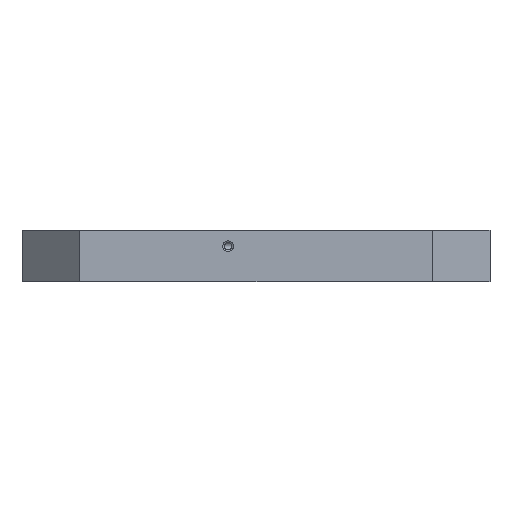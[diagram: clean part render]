
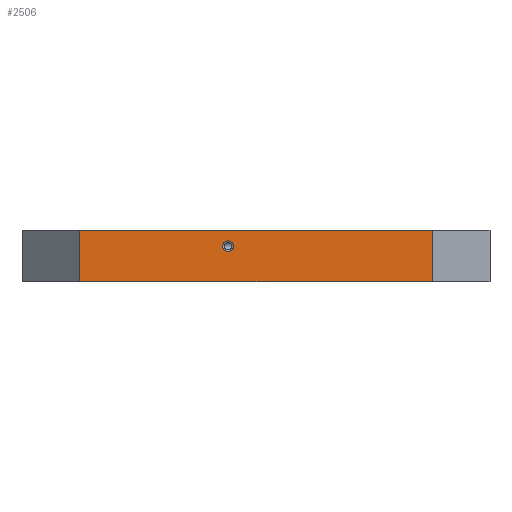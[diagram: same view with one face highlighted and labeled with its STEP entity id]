
A CAD part, left-side view. The second image highlights one B-rep face of the part: STEP entity #2506.
In plain terms, the highlighted planar face has unit normal (-1, 0, 0).
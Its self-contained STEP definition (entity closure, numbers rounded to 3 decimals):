
#1419=CARTESIAN_POINT('POINT105',(-251.,30.,
   32.275));
#1420=VERTEX_POINT('VERTEX105',#1419);
#1427=CARTESIAN_POINT('POINT106',(-251.,30.,
   43.725));
#1428=VERTEX_POINT('VERTEX106',#1427);
#1429=CARTESIAN_POINT('POS158',(-251.,30.,38.));
#1430=DIRECTION('DIR230',(1.,0.,0.));
#1431=DIRECTION('DIR231',(0.,0.,-1.));
#1432=AXIS2_PLACEMENT_3D('AXIS73',#1429,#1430,#1431);
#1433=CIRCLE('ELLIPSE40',#1432,5.725);
#1434=EDGE_CURVE('EDGE153',#1428,#1420,#1433,.T.);
#1454=EDGE_CURVE('EDGE155',#1420,#1428,#1433,.T.);
#1819=CARTESIAN_POINT('POINT124',(-251.,189.,55.));
#1820=VERTEX_POINT('VERTEX124',#1819);
#1827=CARTESIAN_POINT('POINT125',(-251.,-189.,55.));
#1828=VERTEX_POINT('VERTEX125',#1827);
#1829=CARTESIAN_POINT('POS202',(-251.,189.,55.));
#1830=DIRECTION('DIR289',(0.,-1.,0.));
#1831=VECTOR('VEC115',#1830,1.);
#1832=LINE('STRAIGHT115',#1829,#1831);
#1833=EDGE_CURVE('EDGE189',#1820,#1828,#1832,.T.);
#2455=CARTESIAN_POINT('POINT181',(-251.,189.,0.));
#2456=VERTEX_POINT('VERTEX181',#2455);
#2463=CARTESIAN_POINT('POS252',(-251.,189.,55.));
#2464=DIRECTION('DIR377',(0.,0.,-1.));
#2465=VECTOR('VEC127',#2464,1.);
#2466=LINE('STRAIGHT127',#2463,#2465);
#2467=EDGE_CURVE('EDGE253',#1820,#2456,#2466,.T.);
#2479=ORIENTED_EDGE('COEDGE433',*,*,#1454,.T.);
#2480=ORIENTED_EDGE('COEDGE434',*,*,#1434,.T.);
#2481=EDGE_LOOP('NONE',(#2479,#2480));
#2482=FACE_BOUND('LOOP1',#2481,.T.);
#2483=CARTESIAN_POINT('POINT182',(-251.,-189.,0.));
#2484=VERTEX_POINT('VERTEX182',#2483);
#2485=CARTESIAN_POINT('POS254',(-251.,0.,0.));
#2486=DIRECTION('DIR380',(0.,-1.,0.));
#2487=VECTOR('VEC128',#2486,1.);
#2488=LINE('STRAIGHT128',#2485,#2487);
#2489=EDGE_CURVE('EDGE254',#2456,#2484,#2488,.T.);
#2490=ORIENTED_EDGE('COEDGE435',*,*,#2489,.T.);
#2491=CARTESIAN_POINT('POS255',(-251.,-189.,55.));
#2492=DIRECTION('DIR381',(0.,0.,-1.));
#2493=VECTOR('VEC129',#2492,1.);
#2494=LINE('STRAIGHT129',#2491,#2493);
#2495=EDGE_CURVE('EDGE255',#1828,#2484,#2494,.T.);
#2496=ORIENTED_EDGE('COEDGE436',*,*,#2495,.F.);
#2497=ORIENTED_EDGE('COEDGE437',*,*,#1833,.F.);
#2498=ORIENTED_EDGE('COEDGE438',*,*,#2467,.T.);
#2499=EDGE_LOOP('NONE',(#2490,#2496,#2497,#2498));
#2500=FACE_BOUND('LOOP1',#2499,.T.);
#2501=CARTESIAN_POINT('POS256',(-251.,0.,55.));
#2502=DIRECTION('DIR382',(-1.,0.,0.));
#2503=DIRECTION('DIR383',(0.,1.,0.));
#2504=AXIS2_PLACEMENT_3D('AXIS127',#2501,#2502,#2503);
#2505=PLANE('PLANE39',#2504);
#2506=ADVANCED_FACE('FACE80',(#2482,#2500),#2505,.T.);
